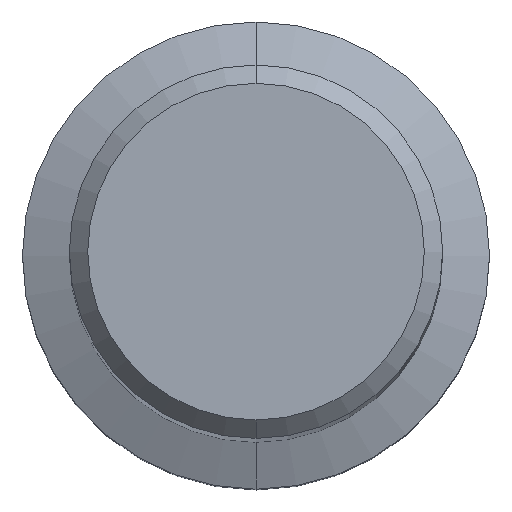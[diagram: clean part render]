
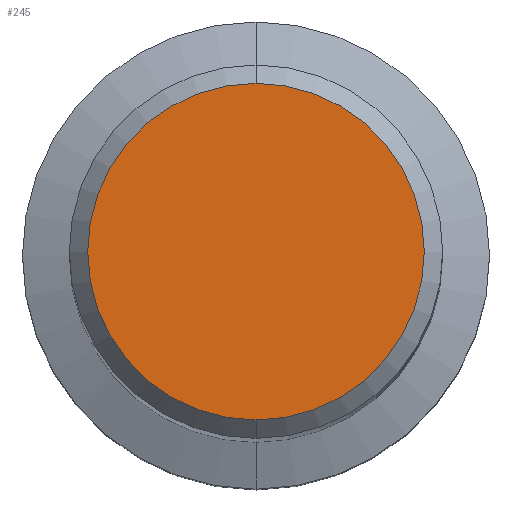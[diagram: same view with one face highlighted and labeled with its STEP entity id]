
A CAD part, top view. The second image highlights one B-rep face of the part: STEP entity #245.
In plain terms, the highlighted planar face has unit normal (0, 0, 1).
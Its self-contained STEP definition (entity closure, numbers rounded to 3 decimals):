
#145=VERTEX_POINT('',#349);
#183=VERTEX_POINT('',#392);
#197=EDGE_CURVE('',#183,#145,#408,.T.);
#245=ADVANCED_FACE('',(#462),#463,.T.);
#291=EDGE_CURVE('',#145,#183,#513,.T.);
#349=CARTESIAN_POINT('',(0.,-9.15,0.0));
#392=CARTESIAN_POINT('',(0.0,9.15,0.0));
#408=CIRCLE('',#646,9.15);
#462=FACE_OUTER_BOUND('',#716,.T.);
#463=PLANE('',#717);
#513=CIRCLE('',#781,9.15);
#646=AXIS2_PLACEMENT_3D('',#923,#924,#925);
#716=EDGE_LOOP('',(#990,#991));
#717=AXIS2_PLACEMENT_3D('',#992,#993,#994);
#781=AXIS2_PLACEMENT_3D('',#1047,#1048,#1049);
#923=CARTESIAN_POINT('',(0.0,0.0,0.0));
#924=DIRECTION('',(0.0,0.0,-1.0));
#925=DIRECTION('',(0.0,1.0,0.0));
#990=ORIENTED_EDGE('',*,*,#197,.F.);
#991=ORIENTED_EDGE('',*,*,#291,.F.);
#992=CARTESIAN_POINT('',(0.0,4.575,0.0));
#993=DIRECTION('',(-0.0,0.0,1.0));
#994=DIRECTION('',(0.0,-1.0,0.0));
#1047=CARTESIAN_POINT('',(0.0,0.0,0.0));
#1048=DIRECTION('',(0.0,0.0,-1.0));
#1049=DIRECTION('',(0.0,1.0,0.0));
